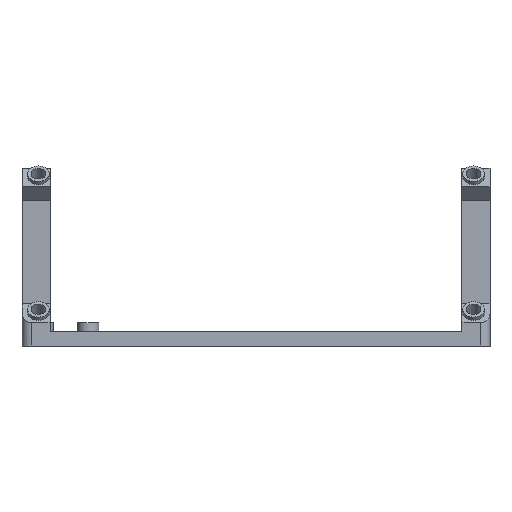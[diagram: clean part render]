
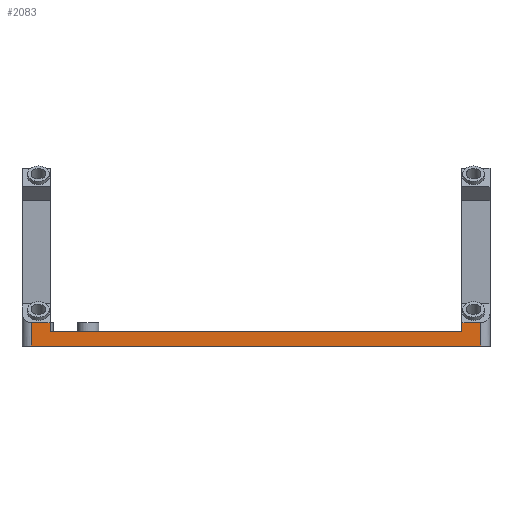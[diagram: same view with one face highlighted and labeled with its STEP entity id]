
A CAD part, front view. The second image highlights one B-rep face of the part: STEP entity #2083.
In plain terms, the highlighted planar face has unit normal (0, -1, 0).
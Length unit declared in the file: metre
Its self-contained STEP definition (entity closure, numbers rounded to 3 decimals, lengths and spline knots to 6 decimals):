
#188=LINE('',#3119,#368);
#244=LINE('',#3307,#424);
#245=LINE('',#3311,#425);
#246=LINE('',#3313,#426);
#247=LINE('',#3315,#427);
#248=LINE('',#3317,#428);
#249=LINE('',#3318,#429);
#250=LINE('',#3320,#430);
#368=VECTOR('',#2463,1.);
#424=VECTOR('',#2609,1.);
#425=VECTOR('',#2614,1.);
#426=VECTOR('',#2615,1.);
#427=VECTOR('',#2616,1.);
#428=VECTOR('',#2617,1.);
#429=VECTOR('',#2618,1.);
#430=VECTOR('',#2619,1.);
#661=ORIENTED_EDGE('',*,*,#1228,.T.);
#662=ORIENTED_EDGE('',*,*,#1229,.F.);
#663=ORIENTED_EDGE('',*,*,#1230,.T.);
#664=ORIENTED_EDGE('',*,*,#1231,.T.);
#665=ORIENTED_EDGE('',*,*,#1131,.F.);
#666=ORIENTED_EDGE('',*,*,#1232,.F.);
#667=ORIENTED_EDGE('',*,*,#1233,.T.);
#668=ORIENTED_EDGE('',*,*,#1226,.T.);
#1131=EDGE_CURVE('',#1420,#1421,#188,.T.);
#1226=EDGE_CURVE('',#1508,#1507,#244,.T.);
#1228=EDGE_CURVE('',#1507,#1509,#245,.T.);
#1229=EDGE_CURVE('',#1510,#1509,#246,.T.);
#1230=EDGE_CURVE('',#1510,#1511,#247,.T.);
#1231=EDGE_CURVE('',#1511,#1421,#248,.T.);
#1232=EDGE_CURVE('',#1512,#1420,#249,.T.);
#1233=EDGE_CURVE('',#1512,#1508,#250,.T.);
#1420=VERTEX_POINT('',#3118);
#1421=VERTEX_POINT('',#3120);
#1507=VERTEX_POINT('',#3306);
#1508=VERTEX_POINT('',#3308);
#1509=VERTEX_POINT('',#3312);
#1510=VERTEX_POINT('',#3314);
#1511=VERTEX_POINT('',#3316);
#1512=VERTEX_POINT('',#3319);
#1644=EDGE_LOOP('',(#661,#662,#663,#664,#665,#666,#667,#668));
#1838=FACE_BOUND('',#1644,.T.);
#2015=PLANE('',#2257);
#2083=ADVANCED_FACE('',(#1838),#2015,.F.);
#2257=AXIS2_PLACEMENT_3D('',#3310,#2612,#2613);
#2463=DIRECTION('',(1.,0.,0.));
#2609=DIRECTION('',(0.,0.,-1.));
#2612=DIRECTION('',(0.,1.,0.));
#2613=DIRECTION('',(0.,0.,1.));
#2614=DIRECTION('',(1.,0.,0.));
#2615=DIRECTION('',(0.,0.,-1.));
#2616=DIRECTION('',(-1.,0.,0.));
#2617=DIRECTION('',(0.,0.,-1.));
#2618=DIRECTION('',(0.,0.,-1.));
#2619=DIRECTION('',(-1.,0.,0.));
#3118=CARTESIAN_POINT('',(-0.044,-0.0985,0.003));
#3119=CARTESIAN_POINT('',(0.,-0.0985,0.003));
#3120=CARTESIAN_POINT('',(0.044,-0.0985,0.003));
#3306=CARTESIAN_POINT('',(-0.048,-0.0985,0.));
#3307=CARTESIAN_POINT('',(-0.048,-0.0985,0.003));
#3308=CARTESIAN_POINT('',(-0.048,-0.0985,0.005001));
#3310=CARTESIAN_POINT('',(0.,-0.0985,0.003));
#3311=CARTESIAN_POINT('',(0.,-0.0985,0.));
#3312=CARTESIAN_POINT('',(0.048,-0.0985,0.));
#3313=CARTESIAN_POINT('',(0.048,-0.0985,0.003));
#3314=CARTESIAN_POINT('',(0.048,-0.0985,0.005001));
#3315=CARTESIAN_POINT('',(0.,-0.0985,0.005001));
#3316=CARTESIAN_POINT('',(0.044,-0.0985,0.005001));
#3317=CARTESIAN_POINT('',(0.044,-0.0985,0.015003));
#3318=CARTESIAN_POINT('',(-0.044,-0.0985,0.015003));
#3319=CARTESIAN_POINT('',(-0.044,-0.0985,0.005001));
#3320=CARTESIAN_POINT('',(0.,-0.0985,0.005001));
